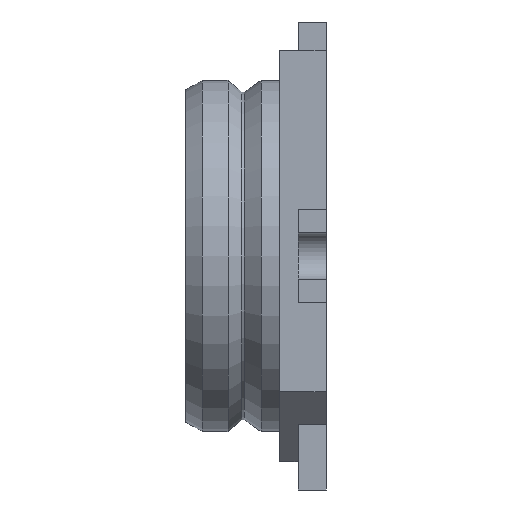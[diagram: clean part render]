
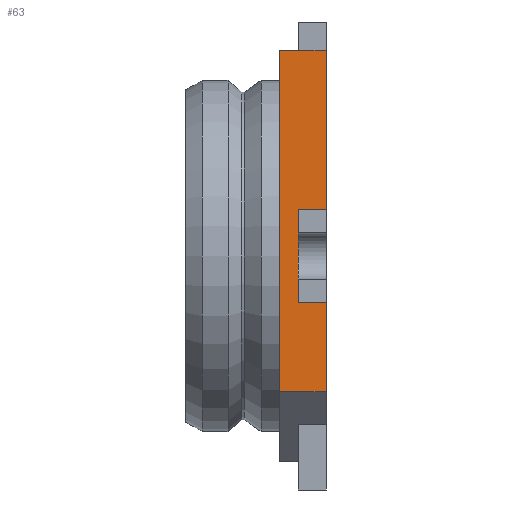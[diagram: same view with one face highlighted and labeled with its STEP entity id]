
A CAD part, left-side view. The second image highlights one B-rep face of the part: STEP entity #63.
In plain terms, the highlighted planar face has unit normal (-1, 0, 0).
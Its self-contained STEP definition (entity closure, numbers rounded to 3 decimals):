
#16 = CARTESIAN_POINT ( 'NONE',  ( -0.84, 0., 0.88 ) ) ;
#25 = ORIENTED_EDGE ( 'NONE', *, *, #665, .F. ) ;
#44 = CARTESIAN_POINT ( 'NONE',  ( -0.84, 0.1, 0.88 ) ) ;
#62 = DIRECTION ( 'NONE',  ( 0., -1., 0. ) ) ;
#63 = ADVANCED_FACE ( 'NONE', ( #547 ), #290, .F. ) ;
#114 = CARTESIAN_POINT ( 'NONE',  ( -0.84, 0.1, -0.2 ) ) ;
#117 = ORIENTED_EDGE ( 'NONE', *, *, #1791, .F. ) ;
#124 = VERTEX_POINT ( 'NONE', #638 ) ;
#162 = LINE ( 'NONE', #1219, #486 ) ;
#240 = VECTOR ( 'NONE', #1809, 1000. ) ;
#290 = PLANE ( 'NONE',  #558 ) ;
#306 = VECTOR ( 'NONE', #1539, 1000. ) ;
#318 = EDGE_LOOP ( 'NONE', ( #850, #483, #117, #1174, #438, #25, #1466, #1085 ) ) ;
#395 = LINE ( 'NONE', #1593, #1461 ) ;
#397 = VERTEX_POINT ( 'NONE', #1455 ) ;
#406 = EDGE_CURVE ( 'NONE', #1803, #1487, #395, .T. ) ;
#437 = EDGE_CURVE ( 'NONE', #1135, #397, #1081, .T. ) ;
#438 = ORIENTED_EDGE ( 'NONE', *, *, #439, .F. ) ;
#439 = EDGE_CURVE ( 'NONE', #1314, #124, #1037, .T. ) ;
#483 = ORIENTED_EDGE ( 'NONE', *, *, #1216, .F. ) ;
#486 = VECTOR ( 'NONE', #1778, 1000. ) ;
#504 = CARTESIAN_POINT ( 'NONE',  ( -0.84, 0., -0.58 ) ) ;
#512 = DIRECTION ( 'NONE',  ( 1., 0., 0. ) ) ;
#523 = DIRECTION ( 'NONE',  ( 0., 0., -1. ) ) ;
#547 = FACE_OUTER_BOUND ( 'NONE', #318, .T. ) ;
#558 = AXIS2_PLACEMENT_3D ( 'NONE', #16, #512, #523 ) ;
#603 = CARTESIAN_POINT ( 'NONE',  ( -0.84, 0.12, -0.2 ) ) ;
#638 = CARTESIAN_POINT ( 'NONE',  ( -0.84, 0., -0.2 ) ) ;
#647 = CARTESIAN_POINT ( 'NONE',  ( -0.84, 0.1, -0.58 ) ) ;
#665 = EDGE_CURVE ( 'NONE', #1487, #1314, #1731, .T. ) ;
#686 = EDGE_CURVE ( 'NONE', #1803, #1135, #1435, .T. ) ;
#715 = VECTOR ( 'NONE', #734, 1000. ) ;
#734 = DIRECTION ( 'NONE',  ( 0., 1., 0. ) ) ;
#758 = DIRECTION ( 'NONE',  ( 0., 0., -1. ) ) ;
#850 = ORIENTED_EDGE ( 'NONE', *, *, #437, .T. ) ;
#860 = EDGE_CURVE ( 'NONE', #1288, #124, #1406, .T. ) ;
#911 = CARTESIAN_POINT ( 'NONE',  ( -0.84, 0.12, 0.15 ) ) ;
#972 = VECTOR ( 'NONE', #758, 1000. ) ;
#1037 = LINE ( 'NONE', #114, #1368 ) ;
#1062 = CARTESIAN_POINT ( 'NONE',  ( -0.84, 0., 0.2 ) ) ;
#1081 = LINE ( 'NONE', #44, #715 ) ;
#1085 = ORIENTED_EDGE ( 'NONE', *, *, #686, .T. ) ;
#1103 = CARTESIAN_POINT ( 'NONE',  ( -0.84, 0., 0. ) ) ;
#1133 = VECTOR ( 'NONE', #1140, 1000. ) ;
#1135 = VERTEX_POINT ( 'NONE', #1736 ) ;
#1140 = DIRECTION ( 'NONE',  ( 0., 1., 0. ) ) ;
#1174 = ORIENTED_EDGE ( 'NONE', *, *, #860, .T. ) ;
#1216 = EDGE_CURVE ( 'NONE', #1443, #397, #162, .T. ) ;
#1219 = CARTESIAN_POINT ( 'NONE',  ( -0.84, 0.2, 0. ) ) ;
#1288 = VERTEX_POINT ( 'NONE', #504 ) ;
#1314 = VERTEX_POINT ( 'NONE', #603 ) ;
#1368 = VECTOR ( 'NONE', #62, 1000. ) ;
#1406 = LINE ( 'NONE', #1440, #306 ) ;
#1435 = LINE ( 'NONE', #1103, #240 ) ;
#1440 = CARTESIAN_POINT ( 'NONE',  ( -0.84, 0., 0. ) ) ;
#1443 = VERTEX_POINT ( 'NONE', #1661 ) ;
#1455 = CARTESIAN_POINT ( 'NONE',  ( -0.84, 0.2, 0.88 ) ) ;
#1461 = VECTOR ( 'NONE', #1627, 1000. ) ;
#1466 = ORIENTED_EDGE ( 'NONE', *, *, #406, .F. ) ;
#1487 = VERTEX_POINT ( 'NONE', #1683 ) ;
#1520 = LINE ( 'NONE', #647, #1133 ) ;
#1539 = DIRECTION ( 'NONE',  ( 0., 0., 1. ) ) ;
#1593 = CARTESIAN_POINT ( 'NONE',  ( -0.84, 0.1, 0.2 ) ) ;
#1627 = DIRECTION ( 'NONE',  ( 0., 1., 0. ) ) ;
#1661 = CARTESIAN_POINT ( 'NONE',  ( -0.84, 0.2, -0.58 ) ) ;
#1683 = CARTESIAN_POINT ( 'NONE',  ( -0.84, 0.12, 0.2 ) ) ;
#1731 = LINE ( 'NONE', #911, #972 ) ;
#1736 = CARTESIAN_POINT ( 'NONE',  ( -0.84, 0., 0.88 ) ) ;
#1778 = DIRECTION ( 'NONE',  ( 0., 0., 1. ) ) ;
#1791 = EDGE_CURVE ( 'NONE', #1288, #1443, #1520, .T. ) ;
#1803 = VERTEX_POINT ( 'NONE', #1062 ) ;
#1809 = DIRECTION ( 'NONE',  ( 0., 0., 1. ) ) ;
